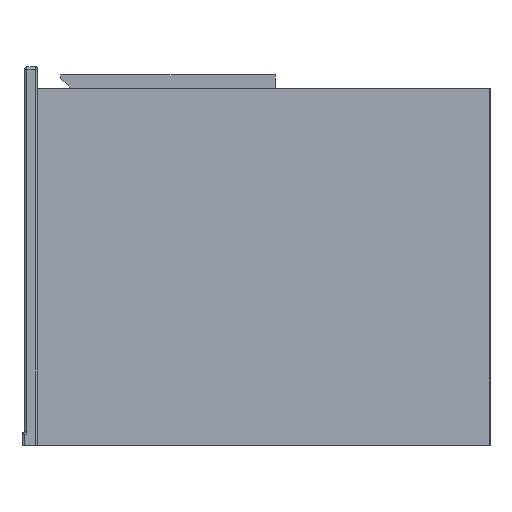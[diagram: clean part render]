
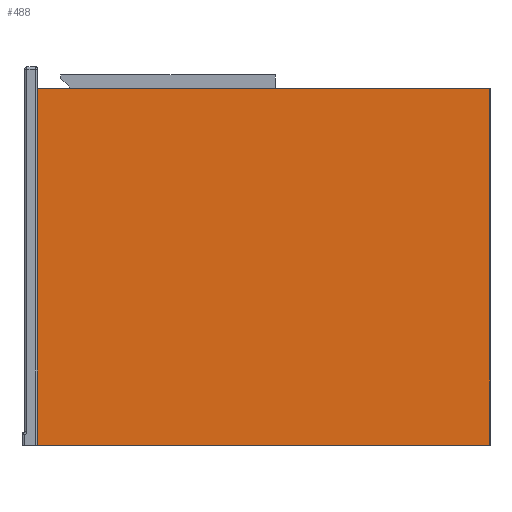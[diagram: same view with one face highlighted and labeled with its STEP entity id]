
A CAD part, left-side view. The second image highlights one B-rep face of the part: STEP entity #488.
In plain terms, the highlighted planar face has unit normal (-1, 0, 0).
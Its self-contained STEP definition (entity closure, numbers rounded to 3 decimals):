
#52 = PLANE ( 'NONE',  #816 ) ;
#227 = CARTESIAN_POINT ( 'NONE',  ( -294., 275., 0. ) ) ;
#421 = EDGE_CURVE ( 'NONE', #2509, #4246, #1035, .T. ) ;
#447 = ORIENTED_EDGE ( 'NONE', *, *, #566, .F. ) ;
#488 = ADVANCED_FACE ( 'NONE', ( #2405 ), #52, .T. ) ;
#566 = EDGE_CURVE ( 'NONE', #3873, #3551, #925, .T. ) ;
#816 = AXIS2_PLACEMENT_3D ( 'NONE', #2439, #2733, #1694 ) ;
#867 = ORIENTED_EDGE ( 'NONE', *, *, #421, .T. ) ;
#925 = LINE ( 'NONE', #3815, #1189 ) ;
#1035 = LINE ( 'NONE', #2084, #2092 ) ;
#1056 = DIRECTION ( 'NONE',  ( 0., 0., -1. ) ) ;
#1182 = EDGE_CURVE ( 'NONE', #3551, #4246, #3198, .T. ) ;
#1189 = VECTOR ( 'NONE', #2473, 1000. ) ;
#1694 = DIRECTION ( 'NONE',  ( 0., 0., 1. ) ) ;
#1843 = VECTOR ( 'NONE', #1900, 1000. ) ;
#1900 = DIRECTION ( 'NONE',  ( 0., 1., 0. ) ) ;
#2084 = CARTESIAN_POINT ( 'NONE',  ( -294., 275., 434. ) ) ;
#2092 = VECTOR ( 'NONE', #1056, 1000. ) ;
#2405 = FACE_OUTER_BOUND ( 'NONE', #3986, .T. ) ;
#2439 = CARTESIAN_POINT ( 'NONE',  ( -294., 275., 434. ) ) ;
#2473 = DIRECTION ( 'NONE',  ( 0., 0., -1. ) ) ;
#2505 = EDGE_CURVE ( 'NONE', #3873, #2509, #2991, .T. ) ;
#2509 = VERTEX_POINT ( 'NONE', #3634 ) ;
#2733 = DIRECTION ( 'NONE',  ( -1., 0., 0. ) ) ;
#2949 = CARTESIAN_POINT ( 'NONE',  ( -294., 275., 434. ) ) ;
#2991 = LINE ( 'NONE', #2949, #4094 ) ;
#3198 = LINE ( 'NONE', #4217, #1843 ) ;
#3458 = ORIENTED_EDGE ( 'NONE', *, *, #2505, .T. ) ;
#3551 = VERTEX_POINT ( 'NONE', #3879 ) ;
#3634 = CARTESIAN_POINT ( 'NONE',  ( -294., 275., 434. ) ) ;
#3743 = CARTESIAN_POINT ( 'NONE',  ( -294., -275., 434. ) ) ;
#3815 = CARTESIAN_POINT ( 'NONE',  ( -294., -275., 434. ) ) ;
#3873 = VERTEX_POINT ( 'NONE', #3743 ) ;
#3879 = CARTESIAN_POINT ( 'NONE',  ( -294., -275., 0. ) ) ;
#3914 = DIRECTION ( 'NONE',  ( 0., 1., 0. ) ) ;
#3986 = EDGE_LOOP ( 'NONE', ( #4280, #447, #3458, #867 ) ) ;
#4094 = VECTOR ( 'NONE', #3914, 1000. ) ;
#4217 = CARTESIAN_POINT ( 'NONE',  ( -294., 275., 0. ) ) ;
#4246 = VERTEX_POINT ( 'NONE', #227 ) ;
#4280 = ORIENTED_EDGE ( 'NONE', *, *, #1182, .F. ) ;
